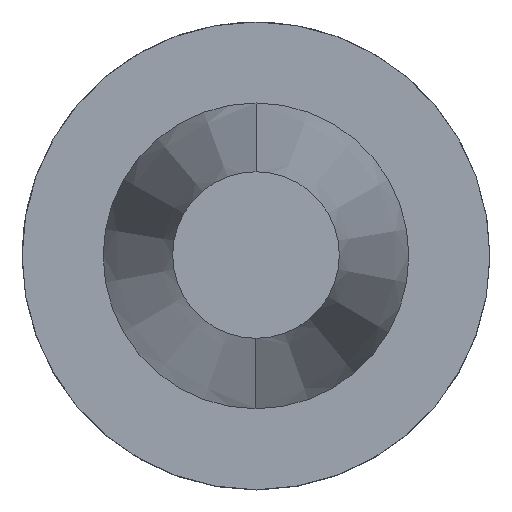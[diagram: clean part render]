
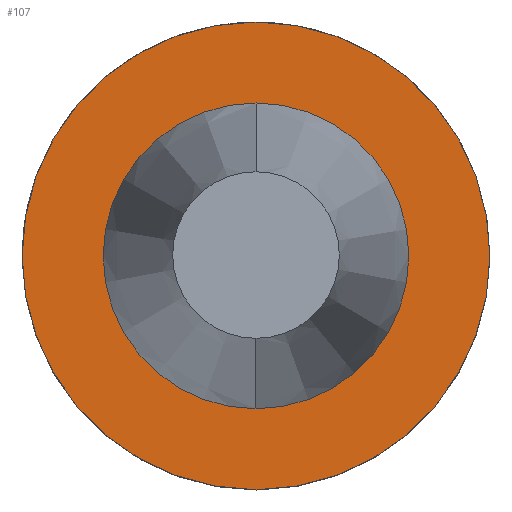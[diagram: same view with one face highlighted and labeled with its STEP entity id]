
A CAD part, top view. The second image highlights one B-rep face of the part: STEP entity #107.
In plain terms, the highlighted planar face has unit normal (0, 0, 1).
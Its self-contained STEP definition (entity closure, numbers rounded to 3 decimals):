
#82=FACE_BOUND('',#157,.T.);
#83=FACE_BOUND('',#158,.T.);
#107=ADVANCED_FACE('',(#82,#83),#135,.F.);
#135=PLANE('',#428);
#157=EDGE_LOOP('',(#198));
#158=EDGE_LOOP('',(#199,#200));
#198=ORIENTED_EDGE('',*,*,#319,.T.);
#199=ORIENTED_EDGE('',*,*,#320,.T.);
#200=ORIENTED_EDGE('',*,*,#321,.T.);
#288=VERTEX_POINT('',#639);
#289=VERTEX_POINT('',#641);
#290=VERTEX_POINT('',#642);
#319=EDGE_CURVE('',#288,#288,#364,.T.);
#320=EDGE_CURVE('',#289,#290,#365,.T.);
#321=EDGE_CURVE('',#290,#289,#366,.T.);
#364=CIRCLE('',#425,25.);
#365=CIRCLE('',#426,16.342);
#366=CIRCLE('',#427,16.342);
#425=AXIS2_PLACEMENT_3D('',#638,#499,#500);
#426=AXIS2_PLACEMENT_3D('',#640,#501,#502);
#427=AXIS2_PLACEMENT_3D('',#643,#503,#504);
#428=AXIS2_PLACEMENT_3D('',#644,#505,#506);
#499=DIRECTION('',(0.,0.,1.));
#500=DIRECTION('',(-1.,0.,0.));
#501=DIRECTION('',(0.,0.,-1.));
#502=DIRECTION('',(-1.,0.,0.));
#503=DIRECTION('',(0.,0.,-1.));
#504=DIRECTION('',(-1.,0.,0.));
#505=DIRECTION('',(0.,0.,-1.));
#506=DIRECTION('',(0.,-1.,0.));
#638=CARTESIAN_POINT('',(0.,0.,-3.2));
#639=CARTESIAN_POINT('',(-25.,0.,-3.2));
#640=CARTESIAN_POINT('',(0.,0.,-3.2));
#641=CARTESIAN_POINT('',(0.,-16.342,-3.2));
#642=CARTESIAN_POINT('',(0.,16.342,-3.2));
#643=CARTESIAN_POINT('',(0.,0.,-3.2));
#644=CARTESIAN_POINT('',(0.,0.,-3.2));
